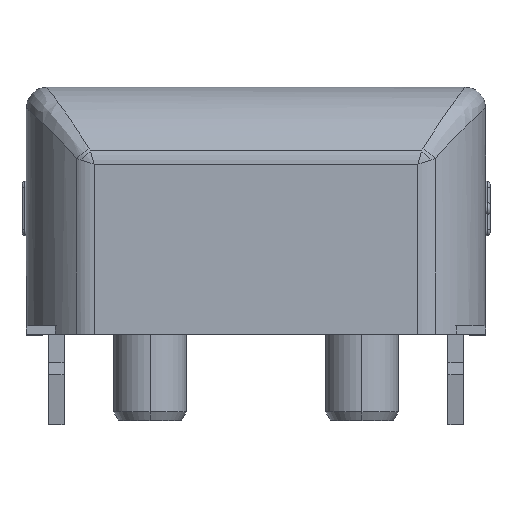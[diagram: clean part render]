
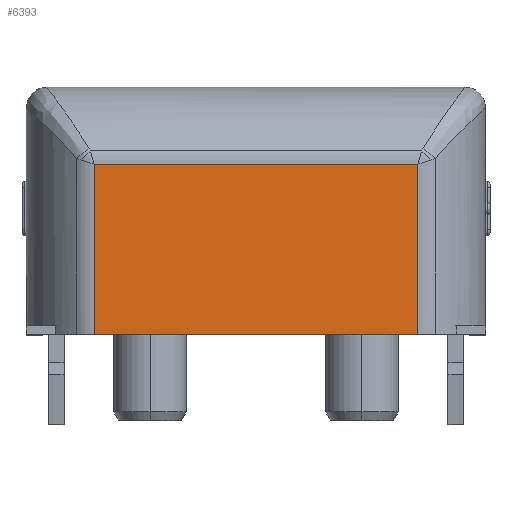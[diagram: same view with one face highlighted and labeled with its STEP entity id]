
A CAD part, top view. The second image highlights one B-rep face of the part: STEP entity #6393.
In plain terms, the highlighted planar face has unit normal (0, 0, 1).
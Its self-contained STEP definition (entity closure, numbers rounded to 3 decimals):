
#36 = EDGE_CURVE ( 'NONE', #988, #3180, #1310, .T. ) ;
#333 = CARTESIAN_POINT ( 'NONE',  ( 5.493, 5.785, 18.3 ) ) ;
#451 = EDGE_CURVE ( 'NONE', #7262, #988, #1934, .T. ) ;
#789 = LINE ( 'NONE', #1340, #6468 ) ;
#988 = VERTEX_POINT ( 'NONE', #4986 ) ;
#1031 = ORIENTED_EDGE ( 'NONE', *, *, #36, .T. ) ;
#1155 = DIRECTION ( 'NONE',  ( 1., 0., 0. ) ) ;
#1310 = LINE ( 'NONE', #3204, #7173 ) ;
#1340 = CARTESIAN_POINT ( 'NONE',  ( 5.493, 0.3, 18.3 ) ) ;
#1460 = ORIENTED_EDGE ( 'NONE', *, *, #1607, .F. ) ;
#1598 = LINE ( 'NONE', #4714, #2546 ) ;
#1607 = EDGE_CURVE ( 'NONE', #5680, #3180, #1598, .T. ) ;
#1929 = CARTESIAN_POINT ( 'NONE',  ( 5.493, 0., 18.3 ) ) ;
#1934 = LINE ( 'NONE', #6113, #5281 ) ;
#2546 = VECTOR ( 'NONE', #7752, 1000. ) ;
#2569 = DIRECTION ( 'NONE',  ( -1., 0., 0. ) ) ;
#2579 = ORIENTED_EDGE ( 'NONE', *, *, #451, .T. ) ;
#2580 = DIRECTION ( 'NONE',  ( 0., -1., 0. ) ) ;
#3053 = EDGE_CURVE ( 'NONE', #5680, #7262, #789, .T. ) ;
#3180 = VERTEX_POINT ( 'NONE', #6505 ) ;
#3199 = FACE_OUTER_BOUND ( 'NONE', #6597, .T. ) ;
#3204 = CARTESIAN_POINT ( 'NONE',  ( -5.493, 0.3, 18.3 ) ) ;
#4006 = AXIS2_PLACEMENT_3D ( 'NONE', #6800, #4009, #1155 ) ;
#4009 = DIRECTION ( 'NONE',  ( 0., 0., 1. ) ) ;
#4714 = CARTESIAN_POINT ( 'NONE',  ( -5.8, 0., 18.3 ) ) ;
#4986 = CARTESIAN_POINT ( 'NONE',  ( -5.493, 5.785, 18.3 ) ) ;
#5281 = VECTOR ( 'NONE', #2569, 1000. ) ;
#5680 = VERTEX_POINT ( 'NONE', #1929 ) ;
#5898 = ORIENTED_EDGE ( 'NONE', *, *, #3053, .T. ) ;
#6113 = CARTESIAN_POINT ( 'NONE',  ( -5.8, 5.785, 18.3 ) ) ;
#6201 = PLANE ( 'NONE',  #4006 ) ;
#6393 = ADVANCED_FACE ( 'NONE', ( #3199 ), #6201, .T. ) ;
#6468 = VECTOR ( 'NONE', #6643, 1000. ) ;
#6505 = CARTESIAN_POINT ( 'NONE',  ( -5.493, 0., 18.3 ) ) ;
#6597 = EDGE_LOOP ( 'NONE', ( #1460, #5898, #2579, #1031 ) ) ;
#6643 = DIRECTION ( 'NONE',  ( 0., 1., 0. ) ) ;
#6800 = CARTESIAN_POINT ( 'NONE',  ( 5.8, 0.3, 18.3 ) ) ;
#7173 = VECTOR ( 'NONE', #2580, 1000. ) ;
#7262 = VERTEX_POINT ( 'NONE', #333 ) ;
#7752 = DIRECTION ( 'NONE',  ( -1., 0., 0. ) ) ;
